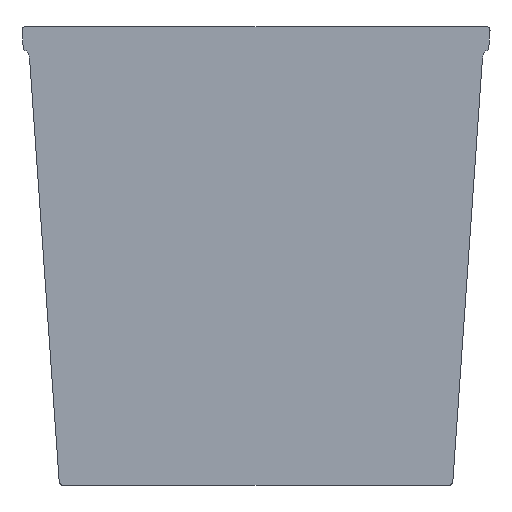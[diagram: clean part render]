
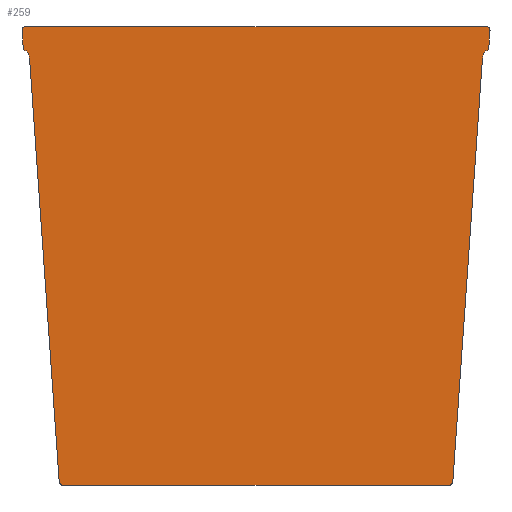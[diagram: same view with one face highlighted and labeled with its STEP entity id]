
A CAD part, left-side view. The second image highlights one B-rep face of the part: STEP entity #259.
In plain terms, the highlighted planar face has unit normal (-1, 0, 0).
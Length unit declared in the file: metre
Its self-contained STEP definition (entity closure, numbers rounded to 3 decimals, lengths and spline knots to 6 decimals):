
#19=PLANE('',#298);
#22=LINE('',#388,#46);
#26=LINE('',#400,#50);
#30=LINE('',#412,#54);
#34=LINE('',#424,#58);
#38=LINE('',#436,#62);
#42=LINE('',#448,#66);
#46=VECTOR('',#311,1.);
#50=VECTOR('',#323,1.);
#54=VECTOR('',#335,1.);
#58=VECTOR('',#347,1.);
#62=VECTOR('',#359,1.);
#66=VECTOR('',#371,1.);
#128=ORIENTED_EDGE('',*,*,#140,.F.);
#129=ORIENTED_EDGE('',*,*,#174,.T.);
#130=ORIENTED_EDGE('',*,*,#171,.F.);
#131=ORIENTED_EDGE('',*,*,#168,.T.);
#132=ORIENTED_EDGE('',*,*,#165,.T.);
#133=ORIENTED_EDGE('',*,*,#162,.T.);
#134=ORIENTED_EDGE('',*,*,#159,.F.);
#135=ORIENTED_EDGE('',*,*,#156,.F.);
#136=ORIENTED_EDGE('',*,*,#153,.F.);
#137=ORIENTED_EDGE('',*,*,#150,.F.);
#138=ORIENTED_EDGE('',*,*,#147,.T.);
#139=ORIENTED_EDGE('',*,*,#144,.F.);
#140=EDGE_CURVE('',#176,#177,#200,.T.);
#144=EDGE_CURVE('',#177,#180,#22,.T.);
#147=EDGE_CURVE('',#182,#180,#202,.T.);
#150=EDGE_CURVE('',#182,#184,#26,.T.);
#153=EDGE_CURVE('',#184,#186,#204,.T.);
#156=EDGE_CURVE('',#186,#188,#30,.T.);
#159=EDGE_CURVE('',#188,#190,#206,.T.);
#162=EDGE_CURVE('',#192,#190,#34,.T.);
#165=EDGE_CURVE('',#194,#192,#208,.T.);
#168=EDGE_CURVE('',#196,#194,#38,.T.);
#171=EDGE_CURVE('',#196,#198,#210,.T.);
#174=EDGE_CURVE('',#176,#198,#42,.T.);
#176=VERTEX_POINT('',#380);
#177=VERTEX_POINT('',#381);
#180=VERTEX_POINT('',#389);
#182=VERTEX_POINT('',#395);
#184=VERTEX_POINT('',#401);
#186=VERTEX_POINT('',#407);
#188=VERTEX_POINT('',#413);
#190=VERTEX_POINT('',#419);
#192=VERTEX_POINT('',#425);
#194=VERTEX_POINT('',#431);
#196=VERTEX_POINT('',#437);
#198=VERTEX_POINT('',#443);
#200=CIRCLE('',#274,0.002);
#202=CIRCLE('',#278,0.0055);
#204=CIRCLE('',#282,0.002);
#206=CIRCLE('',#286,0.002);
#208=CIRCLE('',#290,0.0055);
#210=CIRCLE('',#294,0.002);
#225=EDGE_LOOP('',(#128,#129,#130,#131,#132,#133,#134,#135,#136,#137,#138,
#139));
#239=FACE_BOUND('',#225,.T.);
#259=ADVANCED_FACE('',(#239),#19,.F.);
#274=AXIS2_PLACEMENT_3D('',#379,#303,#304);
#278=AXIS2_PLACEMENT_3D('',#394,#316,#317);
#282=AXIS2_PLACEMENT_3D('',#406,#328,#329);
#286=AXIS2_PLACEMENT_3D('',#418,#340,#341);
#290=AXIS2_PLACEMENT_3D('',#430,#352,#353);
#294=AXIS2_PLACEMENT_3D('',#442,#364,#365);
#298=AXIS2_PLACEMENT_3D('',#451,#375,#376);
#303=DIRECTION('',(1.,0.,0.));
#304=DIRECTION('',(0.,0.,-1.));
#311=DIRECTION('',(0.,0.07,-0.998));
#316=DIRECTION('',(1.,0.,0.));
#317=DIRECTION('',(0.,0.,-1.));
#323=DIRECTION('',(0.,0.07,-0.998));
#328=DIRECTION('',(1.,0.,0.));
#329=DIRECTION('',(0.,0.,-1.));
#335=DIRECTION('',(0.,1.,0.));
#340=DIRECTION('',(1.,0.,0.));
#341=DIRECTION('',(0.,0.,-1.));
#347=DIRECTION('',(0.,-0.07,-0.998));
#352=DIRECTION('',(1.,0.,0.));
#353=DIRECTION('',(0.,0.,-1.));
#359=DIRECTION('',(0.,-0.07,-0.998));
#364=DIRECTION('',(1.,0.,0.));
#365=DIRECTION('',(0.,0.,-1.));
#371=DIRECTION('',(0.,1.,0.));
#375=DIRECTION('',(1.,0.,0.));
#376=DIRECTION('',(0.,1.,0.));
#379=CARTESIAN_POINT('',(-0.0015,-0.122622,0.252948));
#380=CARTESIAN_POINT('',(-0.0015,-0.122622,0.254948));
#381=CARTESIAN_POINT('',(-0.0015,-0.124618,0.252809));
#388=CARTESIAN_POINT('',(-0.0015,-0.124274,0.247893));
#389=CARTESIAN_POINT('',(-0.0015,-0.12393,0.242978));
#394=CARTESIAN_POINT('',(-0.0015,-0.126082,0.237916));
#395=CARTESIAN_POINT('',(-0.0015,-0.120596,0.2383));
#400=CARTESIAN_POINT('',(-0.0015,-0.112707,0.12548));
#401=CARTESIAN_POINT('',(-0.0015,-0.104817,0.01266));
#406=CARTESIAN_POINT('',(-0.0015,-0.102822,0.0128));
#407=CARTESIAN_POINT('',(-0.0015,-0.102822,0.0108));
#412=CARTESIAN_POINT('',(-0.0015,0.,0.0108));
#413=CARTESIAN_POINT('',(-0.0015,0.102822,0.0108));
#418=CARTESIAN_POINT('',(-0.0015,0.102822,0.0128));
#419=CARTESIAN_POINT('',(-0.0015,0.104817,0.01266));
#424=CARTESIAN_POINT('',(-0.0015,0.112707,0.12548));
#425=CARTESIAN_POINT('',(-0.0015,0.120596,0.2383));
#430=CARTESIAN_POINT('',(-0.0015,0.126082,0.237916));
#431=CARTESIAN_POINT('',(-0.0015,0.12393,0.242978));
#436=CARTESIAN_POINT('',(-0.0015,0.124274,0.247893));
#437=CARTESIAN_POINT('',(-0.0015,0.124618,0.252809));
#442=CARTESIAN_POINT('',(-0.0015,0.122622,0.252948));
#443=CARTESIAN_POINT('',(-0.0015,0.122622,0.254948));
#448=CARTESIAN_POINT('',(-0.0015,0.,0.254948));
#451=CARTESIAN_POINT('',(-0.0015,0.,0.141852));
